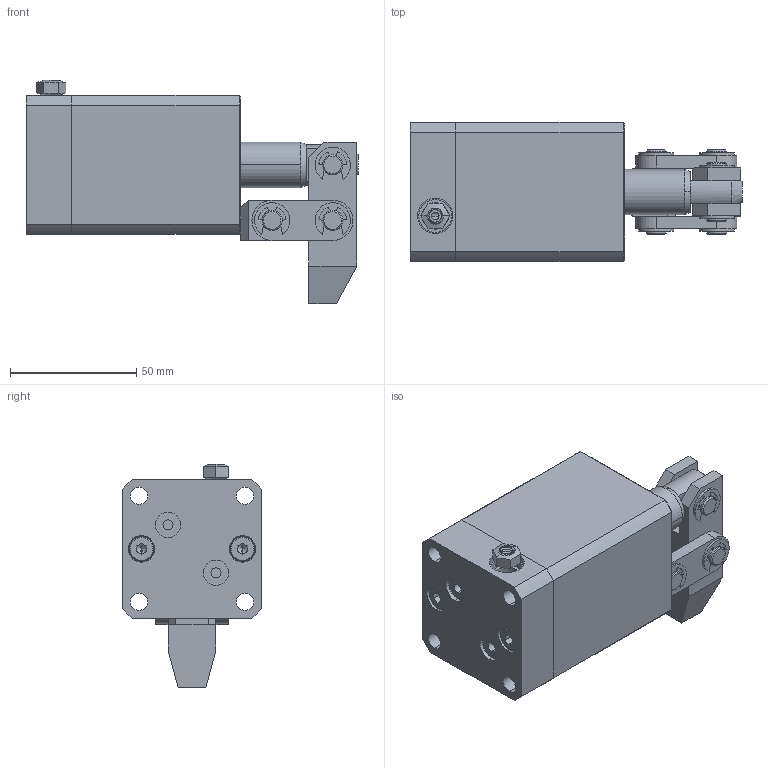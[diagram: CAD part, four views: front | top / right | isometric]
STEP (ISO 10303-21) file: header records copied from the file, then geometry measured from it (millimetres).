
FILE_DESCRIPTION (( 'STEP AP214' ), '1' );
FILE_NAME ('CHLC-MF25.STEP', '2020-05-12T02:08:43', ( '' ), ( '' ), 'SwSTEP 2.0', 'SolidWorks 2016', '' );
FILE_SCHEMA (( 'AUTOMOTIVE_DESIGN' ));
Length unit declared in the file: millimetre
Products named in the file (12): 揤旋; CHLC-25ZC; M6LC; M6; CHLC-25LG; CHLC-25KKDC; CHLC-25DX; CHLC-25CX; CHLC-25HSG; chlc-mf25bt; CHLC-MF25; chlc-mf25hg
Assembly tree (19 placements, depth 2):
  CHLC-MF25
    chlc-mf25bt
    CHLC-25HSG
    CHLC-25CX  x2
    CHLC-25DX
    CHLC-25KKDC  x6
    CHLC-25LG  x2
    M6
    M6LC  x2
    CHLC-25ZC
    揤旋
    chlc-mf25hg
Bounding box: 131.5 x 55 x 88.5 mm (x, y, z)
Volume: 263550.5 mm3; surface area: 68293.3 mm2
Topology: 19 solids, 19 shells, 1003 faces, 2725 edges, 1787 vertices
Faces by surface type: plane 476, cylinder 435, cone 52, bspline 34, torus 6
Entity records: 34331 total; most frequent: CARTESIAN_POINT 12867, ORIENTED_EDGE 3168, DIRECTION 2777, EDGE_CURVE 1584, AXIS2_PLACEMENT_3D 1079, VERTEX_POINT 1038, EDGE_LOOP 670, UNCERTAINTY_MEASURE_WITH_UNIT 631
